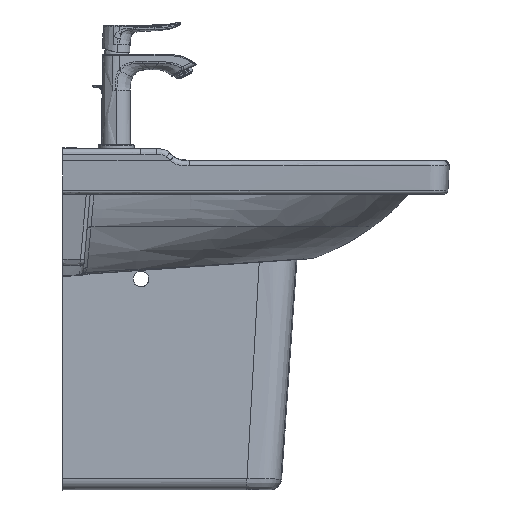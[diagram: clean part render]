
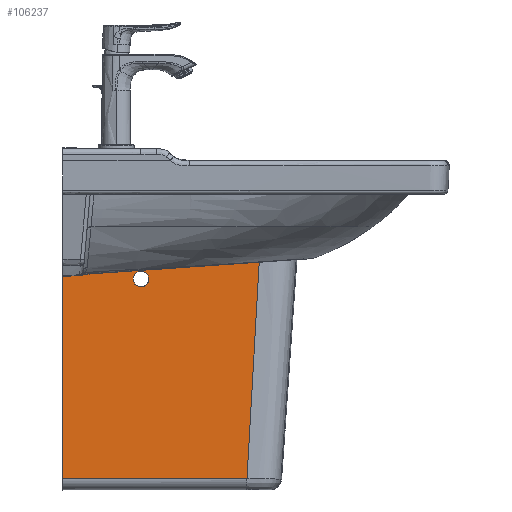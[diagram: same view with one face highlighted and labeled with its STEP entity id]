
A CAD part, front view. The second image highlights one B-rep face of the part: STEP entity #106237.
In plain terms, the highlighted planar face has unit normal (0.037, -0.999, -0.013).
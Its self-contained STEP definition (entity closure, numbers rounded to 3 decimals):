
#100804=CARTESIAN_POINT('',(235.68,-72.625,-285.196));
#100805=VERTEX_POINT('',#100804);
#100872=CARTESIAN_POINT('',(0.,-81.267,-285.196));
#100873=VERTEX_POINT('',#100872);
#100874=CARTESIAN_POINT('',(0.,-81.267,-285.196));
#100875=DIRECTION('',(0.999,0.037,0.));
#100876=VECTOR('',#100875,235.839);
#100877=LINE('',#100874,#100876);
#100878=EDGE_CURVE('',#100873,#100805,#100877,.T.);
#100972=CARTESIAN_POINT('',(251.831,-75.766,0.));
#100973=VERTEX_POINT('',#100972);
#100974=CARTESIAN_POINT('',(251.831,-75.766,0.));
#100975=DIRECTION('',(-0.057,0.011,-0.998));
#100976=VECTOR('',#100975,285.67);
#100977=LINE('',#100974,#100976);
#100978=EDGE_CURVE('',#100973,#100805,#100977,.T.);
#104769=CARTESIAN_POINT('',(0.,-85.,0.));
#104770=VERTEX_POINT('',#104769);
#104771=CARTESIAN_POINT('',(0.0,-81.267,-285.196));
#104772=DIRECTION('',(0.0,-0.013,1.));
#104773=VECTOR('',#104772,285.221);
#104774=LINE('',#104771,#104773);
#104775=EDGE_CURVE('',#100873,#104770,#104774,.T.);
#104801=CARTESIAN_POINT('',(251.831,-75.766,0.0));
#104802=DIRECTION('',(-0.999,-0.037,0.0));
#104803=VECTOR('',#104802,252.);
#104804=LINE('',#104801,#104803);
#104805=EDGE_CURVE('',#100973,#104770,#104804,.T.);
#106215=CARTESIAN_POINT('',(117.142,-78.741,-150.));
#106216=DIRECTION('',(0.037,-0.999,-0.013));
#106217=DIRECTION('',(0.0,0.013,-1.));
#106218=AXIS2_PLACEMENT_3D('',#106215,#106216,#106217);
#106219=PLANE('',#106218);
#106220=ORIENTED_EDGE('',*,*,#104775,.F.);
#106221=ORIENTED_EDGE('',*,*,#100878,.T.);
#106222=ORIENTED_EDGE('',*,*,#100978,.F.);
#106223=ORIENTED_EDGE('',*,*,#104805,.T.);
#106224=EDGE_LOOP('',(#106220,#106221,#106222,#106223));
#106225=FACE_OUTER_BOUND('',#106224,.T.);
#106226=CARTESIAN_POINT('',(90.0,-81.307,-30.0));
#106227=VERTEX_POINT('',#106226);
#106228=CARTESIAN_POINT('',(100.0,-80.94,-30.0));
#106229=DIRECTION('',(-0.037,0.999,0.013));
#106230=DIRECTION('',(-0.941,-0.039,0.336));
#106231=AXIS2_PLACEMENT_3D('',#106228,#106229,#106230);
#106232=ELLIPSE('',#106231,10.008,10.0);
#106233=EDGE_CURVE('',#106227,#106227,#106232,.T.);
#106234=ORIENTED_EDGE('',*,*,#106233,.T.);
#106235=EDGE_LOOP('',(#106234));
#106236=FACE_BOUND('',#106235,.T.);
#106237=ADVANCED_FACE('',(#106225,#106236),#106219,.T.);
